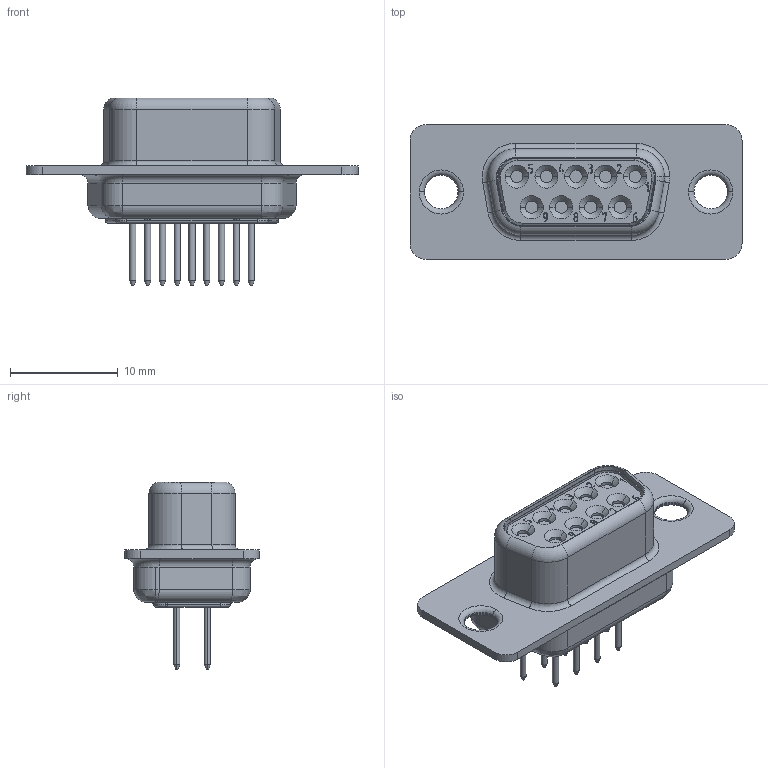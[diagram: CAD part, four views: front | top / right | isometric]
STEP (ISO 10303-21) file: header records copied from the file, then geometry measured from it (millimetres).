
FILE_DESCRIPTION(/* description */ (''),/* implementation_level */ '2;1');
FILE_NAME(/* name */ '100769251ugm000_a.stp',/* time_stamp */ '2018-04-16T10:33:42+02:00',/* author */ (''),/* organization */ (''),/* preprocessor_version */ 'ST-DEVELOPER v16',/* originating_system */ 'SIEMENS PLM Software NX 10.0',/* authorisation */ '');
FILE_SCHEMA (('AUTOMOTIVE_DESIGN { 1 0 10303 214 3 1 1 1 }'));
Length unit declared in the file: millimetre
Products named in the file (1): 100769251ugm000_a
Bounding box: 30.8 x 12.5 x 17.43 mm (x, y, z)
Volume: 1818.9 mm3; surface area: 1484.9 mm2
Topology: 1 solids, 1 shells, 938 faces, 2450 edges, 1595 vertices
Faces by surface type: bspline 370, plane 323, cylinder 122, cone 76, torus 33, sphere 8, extrusion 6
Full cylindrical faces by diameter (mm): 0.134 x1, 0.197 x1
Entity records: 42478 total; most frequent: CARTESIAN_POINT 16075, ORIENTED_EDGE 4896, DIRECTION 3225, EDGE_CURVE 2448, VERTEX_POINT 1594, VECTOR 1285, LINE 1279, EDGE_LOOP 1024
